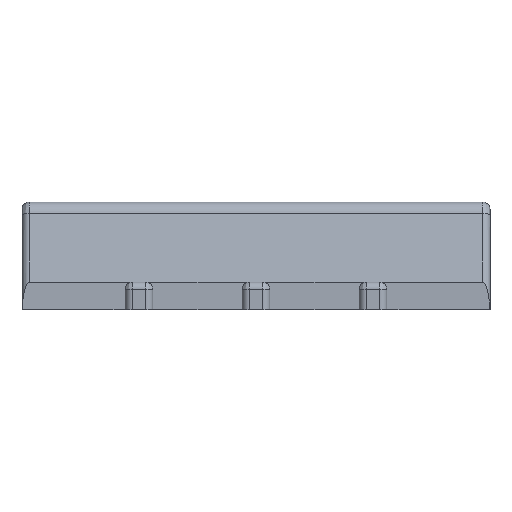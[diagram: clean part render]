
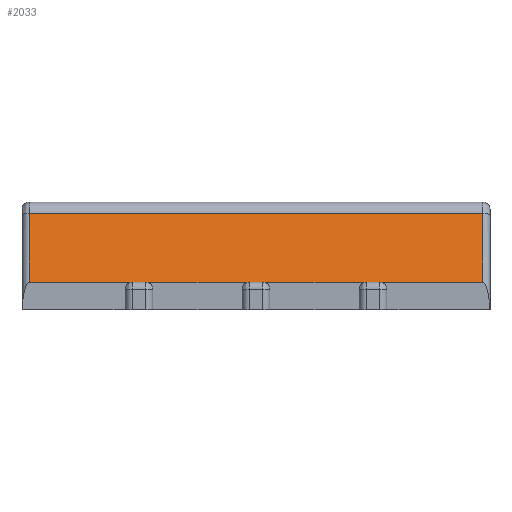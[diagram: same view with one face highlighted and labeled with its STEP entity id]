
A CAD part, front view. The second image highlights one B-rep face of the part: STEP entity #2033.
In plain terms, the highlighted planar face has unit normal (0, -0.978, 0.208).
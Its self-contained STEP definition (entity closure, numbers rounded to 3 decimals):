
#643 = VERTEX_POINT('',#644);
#644 = CARTESIAN_POINT('',(-1.69,-2.4,0.403));
#651 = EDGE_CURVE('',#643,#652,#654,.T.);
#652 = VERTEX_POINT('',#653);
#653 = CARTESIAN_POINT('',(-3.1,-2.4,0.403));
#654 = LINE('',#655,#656);
#655 = CARTESIAN_POINT('',(3.2,-2.4,0.403));
#656 = VECTOR('',#657,1.);
#657 = DIRECTION('',(-1.,0.,0.));
#808 = VERTEX_POINT('',#809);
#809 = CARTESIAN_POINT('',(-0.09,-2.4,0.403));
#816 = EDGE_CURVE('',#808,#817,#819,.T.);
#817 = VERTEX_POINT('',#818);
#818 = CARTESIAN_POINT('',(-1.51,-2.4,0.403));
#819 = LINE('',#820,#821);
#820 = CARTESIAN_POINT('',(3.2,-2.4,0.403));
#821 = VECTOR('',#822,1.);
#822 = DIRECTION('',(-1.,0.,0.));
#972 = VERTEX_POINT('',#973);
#973 = CARTESIAN_POINT('',(1.51,-2.4,0.403));
#980 = EDGE_CURVE('',#972,#981,#983,.T.);
#981 = VERTEX_POINT('',#982);
#982 = CARTESIAN_POINT('',(0.09,-2.4,0.403));
#983 = LINE('',#984,#985);
#984 = CARTESIAN_POINT('',(3.2,-2.4,0.403));
#985 = VECTOR('',#986,1.);
#986 = DIRECTION('',(-1.,0.,0.));
#1126 = VERTEX_POINT('',#1127);
#1127 = CARTESIAN_POINT('',(1.69,-2.4,0.403));
#1137 = VERTEX_POINT('',#1138);
#1138 = CARTESIAN_POINT('',(3.1,-2.4,0.403));
#1145 = EDGE_CURVE('',#1137,#1126,#1146,.T.);
#1146 = LINE('',#1147,#1148);
#1147 = CARTESIAN_POINT('',(3.2,-2.4,0.403));
#1148 = VECTOR('',#1149,1.);
#1149 = DIRECTION('',(-1.,0.,0.));
#1901 = EDGE_CURVE('',#652,#1902,#1904,.T.);
#1902 = VERTEX_POINT('',#1903);
#1903 = CARTESIAN_POINT('',(-3.1,-2.201,1.34));
#1904 = LINE('',#1905,#1906);
#1905 = CARTESIAN_POINT('',(-3.1,-2.4,0.403));
#1906 = VECTOR('',#1907,1.);
#1907 = DIRECTION('',(0.,0.208,0.978));
#2033 = ADVANCED_FACE('',(#2034),#2073,.T.);
#2034 = FACE_BOUND('',#2035,.T.);
#2035 = EDGE_LOOP('',(#2036,#2037,#2045,#2051,#2052,#2053,#2059,#2060,
    #2066,#2067));
#2036 = ORIENTED_EDGE('',*,*,#1145,.F.);
#2037 = ORIENTED_EDGE('',*,*,#2038,.T.);
#2038 = EDGE_CURVE('',#1137,#2039,#2041,.T.);
#2039 = VERTEX_POINT('',#2040);
#2040 = CARTESIAN_POINT('',(3.1,-2.201,1.34));
#2041 = LINE('',#2042,#2043);
#2042 = CARTESIAN_POINT('',(3.1,-2.4,0.403));
#2043 = VECTOR('',#2044,1.);
#2044 = DIRECTION('',(0.,0.208,0.978));
#2045 = ORIENTED_EDGE('',*,*,#2046,.T.);
#2046 = EDGE_CURVE('',#2039,#1902,#2047,.T.);
#2047 = LINE('',#2048,#2049);
#2048 = CARTESIAN_POINT('',(-3.2,-2.201,1.34));
#2049 = VECTOR('',#2050,1.);
#2050 = DIRECTION('',(-1.,0.,0.));
#2051 = ORIENTED_EDGE('',*,*,#1901,.F.);
#2052 = ORIENTED_EDGE('',*,*,#651,.F.);
#2053 = ORIENTED_EDGE('',*,*,#2054,.T.);
#2054 = EDGE_CURVE('',#643,#817,#2055,.T.);
#2055 = LINE('',#2056,#2057);
#2056 = CARTESIAN_POINT('',(-3.2,-2.4,0.403));
#2057 = VECTOR('',#2058,1.);
#2058 = DIRECTION('',(1.,0.,0.));
#2059 = ORIENTED_EDGE('',*,*,#816,.F.);
#2060 = ORIENTED_EDGE('',*,*,#2061,.T.);
#2061 = EDGE_CURVE('',#808,#981,#2062,.T.);
#2062 = LINE('',#2063,#2064);
#2063 = CARTESIAN_POINT('',(-3.2,-2.4,0.403));
#2064 = VECTOR('',#2065,1.);
#2065 = DIRECTION('',(1.,0.,0.));
#2066 = ORIENTED_EDGE('',*,*,#980,.F.);
#2067 = ORIENTED_EDGE('',*,*,#2068,.T.);
#2068 = EDGE_CURVE('',#972,#1126,#2069,.T.);
#2069 = LINE('',#2070,#2071);
#2070 = CARTESIAN_POINT('',(-3.2,-2.4,0.403));
#2071 = VECTOR('',#2072,1.);
#2072 = DIRECTION('',(1.,0.,0.));
#2073 = PLANE('',#2074);
#2074 = AXIS2_PLACEMENT_3D('',#2075,#2076,#2077);
#2075 = CARTESIAN_POINT('',(-3.2,-2.4,0.403));
#2076 = DIRECTION('',(0.,-0.978,0.208));
#2077 = DIRECTION('',(0.,-0.208,-0.978));
